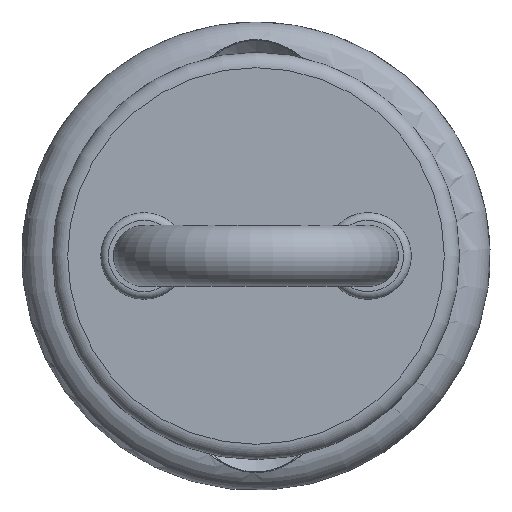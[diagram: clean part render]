
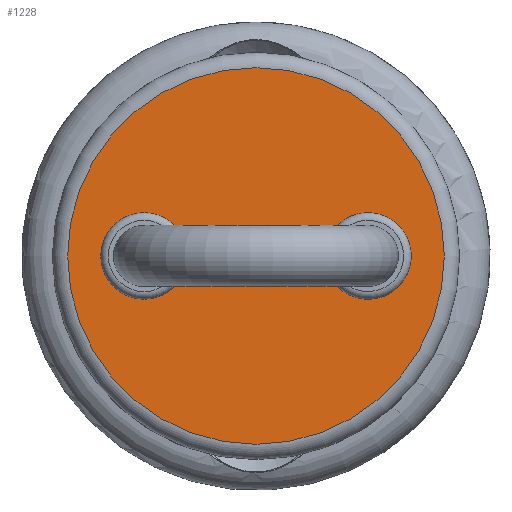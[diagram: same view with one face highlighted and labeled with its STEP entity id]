
A CAD part, top view. The second image highlights one B-rep face of the part: STEP entity #1228.
In plain terms, the highlighted planar face has unit normal (0, 0, 1).
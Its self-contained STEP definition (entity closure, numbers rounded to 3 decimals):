
#141=PLANE('',#1331);
#193=FACE_BOUND('',#337,.T.);
#194=FACE_BOUND('',#338,.T.);
#246=FACE_OUTER_BOUND('',#336,.T.);
#336=EDGE_LOOP('',(#858));
#337=EDGE_LOOP('',(#859));
#338=EDGE_LOOP('',(#860));
#456=CIRCLE('',#1327,4.25);
#457=CIRCLE('',#1329,4.25);
#459=CIRCLE('',#1332,18.5);
#557=VERTEX_POINT('',#1964);
#558=VERTEX_POINT('',#1967);
#560=VERTEX_POINT('',#1972);
#678=EDGE_CURVE('',#557,#557,#456,.T.);
#679=EDGE_CURVE('',#558,#558,#457,.T.);
#681=EDGE_CURVE('',#560,#560,#459,.T.);
#858=ORIENTED_EDGE('',*,*,#681,.T.);
#859=ORIENTED_EDGE('',*,*,#679,.T.);
#860=ORIENTED_EDGE('',*,*,#678,.T.);
#1228=ADVANCED_FACE('',(#246,#193,#194),#141,.T.);
#1327=AXIS2_PLACEMENT_3D('',#1965,#1519,#1520);
#1329=AXIS2_PLACEMENT_3D('',#1968,#1523,#1524);
#1331=AXIS2_PLACEMENT_3D('',#1971,#1527,#1528);
#1332=AXIS2_PLACEMENT_3D('',#1973,#1529,#1530);
#1519=DIRECTION('center_axis',(0.,0.,
-1.));
#1520=DIRECTION('ref_axis',(-0.817,0.577,0.));
#1523=DIRECTION('center_axis',(0.,0.,
-1.));
#1524=DIRECTION('ref_axis',(1.,0.,0.));
#1527=DIRECTION('center_axis',(0.,0.,
1.));
#1528=DIRECTION('ref_axis',(-1.,0.,0.));
#1529=DIRECTION('center_axis',(0.,0.,
1.));
#1530=DIRECTION('ref_axis',(0.,-1.,0.));
#1964=CARTESIAN_POINT('',(14.472,-2.451,18.));
#1965=CARTESIAN_POINT('Origin',(11.,0.,18.));
#1967=CARTESIAN_POINT('',(-15.25,0.,18.));
#1968=CARTESIAN_POINT('Origin',(-11.,0.,
18.));
#1971=CARTESIAN_POINT('Origin',(0.,0.,
18.));
#1972=CARTESIAN_POINT('',(-18.5,0.,18.));
#1973=CARTESIAN_POINT('Origin',(0.,0.,
18.));
